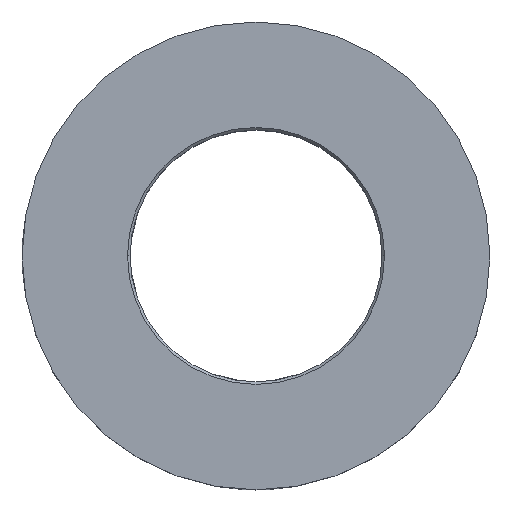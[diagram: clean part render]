
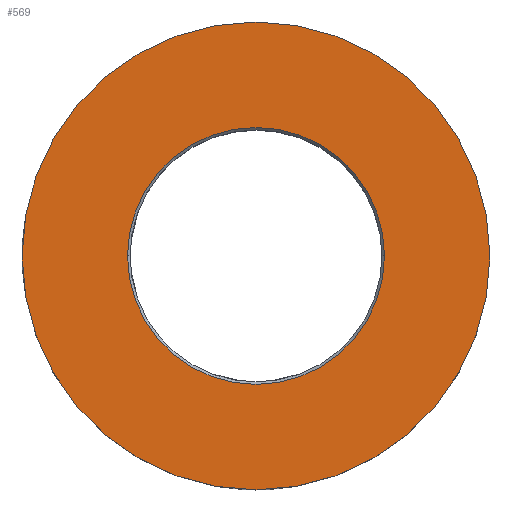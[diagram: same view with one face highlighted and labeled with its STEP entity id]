
A CAD part, top view. The second image highlights one B-rep face of the part: STEP entity #569.
In plain terms, the highlighted planar face has unit normal (0, 0, 1).
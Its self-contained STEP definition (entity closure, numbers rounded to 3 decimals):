
#14 = DIRECTION ( 'NONE',  ( 1., 0., 0. ) ) ;
#37 = EDGE_CURVE ( 'NONE', #142, #811, #59, .T. ) ;
#59 = CIRCLE ( 'NONE', #531, 15.375 ) ;
#75 = EDGE_LOOP ( 'NONE', ( #754, #136 ) ) ;
#82 = FACE_BOUND ( 'NONE', #582, .T. ) ;
#98 = CARTESIAN_POINT ( 'NONE',  ( 28., 0., 0. ) ) ;
#133 = EDGE_CURVE ( 'NONE', #811, #142, #539, .T. ) ;
#136 = ORIENTED_EDGE ( 'NONE', *, *, #416, .T. ) ;
#142 = VERTEX_POINT ( 'NONE', #706 ) ;
#150 = VERTEX_POINT ( 'NONE', #98 ) ;
#162 = CARTESIAN_POINT ( 'NONE',  ( 0., 0., 0. ) ) ;
#166 = CARTESIAN_POINT ( 'NONE',  ( -28., 0., 0. ) ) ;
#194 = VERTEX_POINT ( 'NONE', #166 ) ;
#195 = DIRECTION ( 'NONE',  ( 0., 0., 1. ) ) ;
#202 = AXIS2_PLACEMENT_3D ( 'NONE', #529, #195, #14 ) ;
#297 = FACE_OUTER_BOUND ( 'NONE', #75, .T. ) ;
#342 = CIRCLE ( 'NONE', #626, 28. ) ;
#364 = DIRECTION ( 'NONE',  ( -1., 0., 0. ) ) ;
#371 = DIRECTION ( 'NONE',  ( 0., 0., -1. ) ) ;
#407 = DIRECTION ( 'NONE',  ( 1., 0., 0. ) ) ;
#408 = DIRECTION ( 'NONE',  ( 0., 0., -1. ) ) ;
#416 = EDGE_CURVE ( 'NONE', #194, #150, #342, .T. ) ;
#424 = DIRECTION ( 'NONE',  ( 0., 0., -1. ) ) ;
#483 = AXIS2_PLACEMENT_3D ( 'NONE', #709, #371, #631 ) ;
#529 = CARTESIAN_POINT ( 'NONE',  ( 0., 0., 0. ) ) ;
#531 = AXIS2_PLACEMENT_3D ( 'NONE', #750, #408, #683 ) ;
#539 = CIRCLE ( 'NONE', #618, 15.375 ) ;
#555 = CIRCLE ( 'NONE', #202, 28. ) ;
#569 = ADVANCED_FACE ( 'NONE', ( #82, #297 ), #757, .F. ) ;
#582 = EDGE_LOOP ( 'NONE', ( #786, #739 ) ) ;
#618 = AXIS2_PLACEMENT_3D ( 'NONE', #162, #424, #364 ) ;
#626 = AXIS2_PLACEMENT_3D ( 'NONE', #734, #813, #407 ) ;
#631 = DIRECTION ( 'NONE',  ( -1., 0., 0. ) ) ;
#683 = DIRECTION ( 'NONE',  ( -1., 0., 0. ) ) ;
#706 = CARTESIAN_POINT ( 'NONE',  ( 15.375, 0., 0. ) ) ;
#709 = CARTESIAN_POINT ( 'NONE',  ( 0., 28., 0. ) ) ;
#734 = CARTESIAN_POINT ( 'NONE',  ( 0., 0., 0. ) ) ;
#739 = ORIENTED_EDGE ( 'NONE', *, *, #133, .T. ) ;
#750 = CARTESIAN_POINT ( 'NONE',  ( 0., 0., 0. ) ) ;
#754 = ORIENTED_EDGE ( 'NONE', *, *, #835, .T. ) ;
#757 = PLANE ( 'NONE',  #483 ) ;
#786 = ORIENTED_EDGE ( 'NONE', *, *, #37, .T. ) ;
#795 = CARTESIAN_POINT ( 'NONE',  ( -15.375, 0., 0. ) ) ;
#811 = VERTEX_POINT ( 'NONE', #795 ) ;
#813 = DIRECTION ( 'NONE',  ( 0., 0., 1. ) ) ;
#835 = EDGE_CURVE ( 'NONE', #150, #194, #555, .T. ) ;
